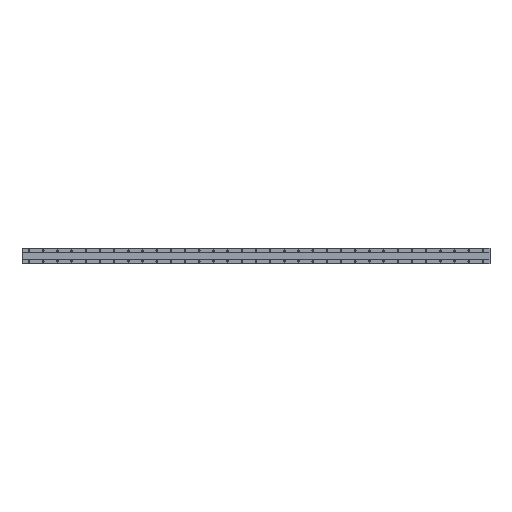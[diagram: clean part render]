
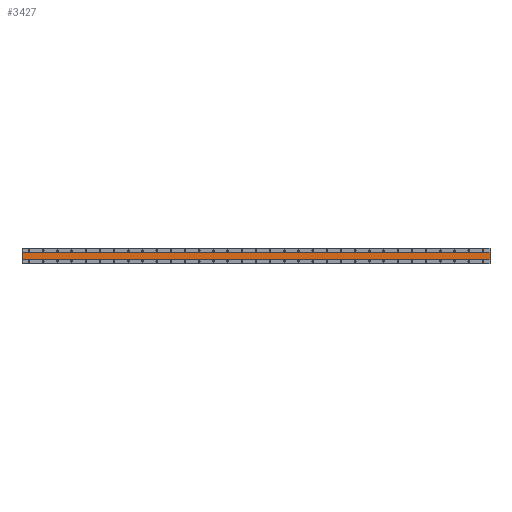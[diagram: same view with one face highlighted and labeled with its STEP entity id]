
A CAD part, front view. The second image highlights one B-rep face of the part: STEP entity #3427.
In plain terms, the highlighted planar face has unit normal (0, -1, 0).
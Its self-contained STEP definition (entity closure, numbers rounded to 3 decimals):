
#548 = VECTOR ( 'NONE', #9158, 1000. ) ;
#698 = VERTEX_POINT ( 'NONE', #4290 ) ;
#765 = FACE_OUTER_BOUND ( 'NONE', #1338, .T. ) ;
#1056 = VERTEX_POINT ( 'NONE', #1183 ) ;
#1109 = ORIENTED_EDGE ( 'NONE', *, *, #8534, .F. ) ;
#1183 = CARTESIAN_POINT ( 'NONE',  ( -40., 1., -20. ) ) ;
#1338 = EDGE_LOOP ( 'NONE', ( #9359, #1109, #2257, #9767 ) ) ;
#2101 = EDGE_CURVE ( 'NONE', #10397, #8234, #5181, .T. ) ;
#2257 = ORIENTED_EDGE ( 'NONE', *, *, #2101, .F. ) ;
#2656 = EDGE_CURVE ( 'NONE', #10397, #1056, #4575, .T. ) ;
#3044 = LINE ( 'NONE', #9866, #548 ) ;
#3175 = VECTOR ( 'NONE', #3713, 1000. ) ;
#3427 = ADVANCED_FACE ( 'NONE', ( #765 ), #10139, .F. ) ;
#3468 = DIRECTION ( 'NONE',  ( 1., 0., 0. ) ) ;
#3713 = DIRECTION ( 'NONE',  ( 0., 0., -1. ) ) ;
#4028 = VECTOR ( 'NONE', #7246, 1000. ) ;
#4090 = CARTESIAN_POINT ( 'NONE',  ( -40., 1., 20. ) ) ;
#4290 = CARTESIAN_POINT ( 'NONE',  ( 2600., 1., -20. ) ) ;
#4575 = LINE ( 'NONE', #10657, #3175 ) ;
#5181 = LINE ( 'NONE', #9598, #8617 ) ;
#5874 = CARTESIAN_POINT ( 'NONE',  ( 2600., 1., 20. ) ) ;
#6785 = AXIS2_PLACEMENT_3D ( 'NONE', #5874, #6805, #8381 ) ;
#6805 = DIRECTION ( 'NONE',  ( 0., 1., 0. ) ) ;
#7194 = LINE ( 'NONE', #10736, #4028 ) ;
#7246 = DIRECTION ( 'NONE',  ( 0., 0., -1. ) ) ;
#8219 = CARTESIAN_POINT ( 'NONE',  ( 2600., 1., 20. ) ) ;
#8234 = VERTEX_POINT ( 'NONE', #8219 ) ;
#8381 = DIRECTION ( 'NONE',  ( 0., 0., 1. ) ) ;
#8534 = EDGE_CURVE ( 'NONE', #8234, #698, #7194, .T. ) ;
#8617 = VECTOR ( 'NONE', #3468, 1000. ) ;
#9158 = DIRECTION ( 'NONE',  ( -1., 0., 0. ) ) ;
#9359 = ORIENTED_EDGE ( 'NONE', *, *, #10203, .F. ) ;
#9598 = CARTESIAN_POINT ( 'NONE',  ( 2600., 1., 20. ) ) ;
#9767 = ORIENTED_EDGE ( 'NONE', *, *, #2656, .T. ) ;
#9866 = CARTESIAN_POINT ( 'NONE',  ( 2600., 1., -20. ) ) ;
#10139 = PLANE ( 'NONE',  #6785 ) ;
#10203 = EDGE_CURVE ( 'NONE', #698, #1056, #3044, .T. ) ;
#10397 = VERTEX_POINT ( 'NONE', #4090 ) ;
#10657 = CARTESIAN_POINT ( 'NONE',  ( -40., 1., 44.91 ) ) ;
#10736 = CARTESIAN_POINT ( 'NONE',  ( 2600., 1., 44.91 ) ) ;
